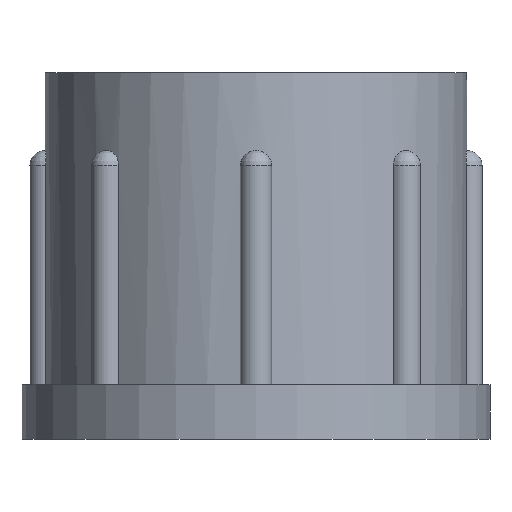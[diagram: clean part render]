
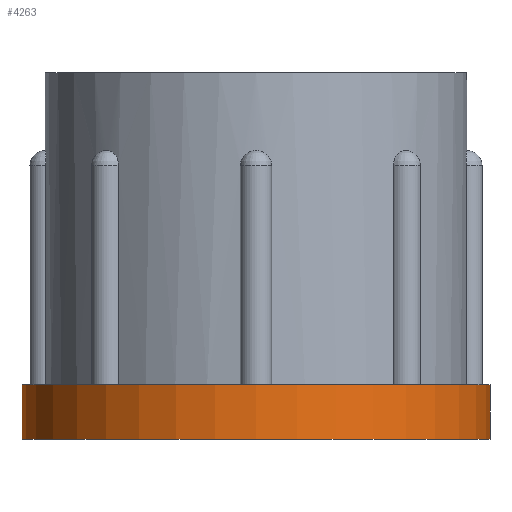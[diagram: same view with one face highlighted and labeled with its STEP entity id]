
A CAD part, front view. The second image highlights one B-rep face of the part: STEP entity #4263.
In plain terms, the highlighted cylindrical face has radius 30 mm (diameter 60 mm), a full revolution.
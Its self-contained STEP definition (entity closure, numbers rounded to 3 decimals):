
#73 = PLANE('',#74);
#74 = AXIS2_PLACEMENT_3D('',#75,#76,#77);
#75 = CARTESIAN_POINT('',(0.,0.,7.));
#76 = DIRECTION('',(0.,0.,1.));
#77 = DIRECTION('',(1.,0.,0.));
#2958 = EDGE_CURVE('',#2959,#2959,#2961,.T.);
#2959 = VERTEX_POINT('',#2960);
#2960 = CARTESIAN_POINT('',(30.,0.,7.));
#2961 = SURFACE_CURVE('',#2962,(#2967,#2974),.PCURVE_S1.);
#2962 = CIRCLE('',#2963,30.);
#2963 = AXIS2_PLACEMENT_3D('',#2964,#2965,#2966);
#2964 = CARTESIAN_POINT('',(0.,0.,7.));
#2965 = DIRECTION('',(0.,0.,1.));
#2966 = DIRECTION('',(1.,0.,0.));
#2967 = PCURVE('',#73,#2968);
#2968 = DEFINITIONAL_REPRESENTATION('',(#2969),#2973);
#2969 = CIRCLE('',#2970,30.);
#2970 = AXIS2_PLACEMENT_2D('',#2971,#2972);
#2971 = CARTESIAN_POINT('',(0.,0.));
#2972 = DIRECTION('',(1.,0.));
#2973 = ( GEOMETRIC_REPRESENTATION_CONTEXT(2) 
PARAMETRIC_REPRESENTATION_CONTEXT() REPRESENTATION_CONTEXT('2D SPACE',''
  ) );
#2974 = PCURVE('',#2975,#2980);
#2975 = CYLINDRICAL_SURFACE('',#2976,30.);
#2976 = AXIS2_PLACEMENT_3D('',#2977,#2978,#2979);
#2977 = CARTESIAN_POINT('',(0.,0.,0.));
#2978 = DIRECTION('',(-0.,-0.,-1.));
#2979 = DIRECTION('',(1.,0.,0.));
#2980 = DEFINITIONAL_REPRESENTATION('',(#2981),#2985);
#2981 = LINE('',#2982,#2983);
#2982 = CARTESIAN_POINT('',(-0.,-7.));
#2983 = VECTOR('',#2984,1.);
#2984 = DIRECTION('',(-1.,0.));
#2985 = ( GEOMETRIC_REPRESENTATION_CONTEXT(2) 
PARAMETRIC_REPRESENTATION_CONTEXT() REPRESENTATION_CONTEXT('2D SPACE',''
  ) );
#4263 = ADVANCED_FACE('',(#4264),#2975,.T.);
#4264 = FACE_BOUND('',#4265,.F.);
#4265 = EDGE_LOOP('',(#4266,#4289,#4290,#4291));
#4266 = ORIENTED_EDGE('',*,*,#4267,.T.);
#4267 = EDGE_CURVE('',#4268,#2959,#4270,.T.);
#4268 = VERTEX_POINT('',#4269);
#4269 = CARTESIAN_POINT('',(30.,0.,0.));
#4270 = SEAM_CURVE('',#4271,(#4275,#4282),.PCURVE_S1.);
#4271 = LINE('',#4272,#4273);
#4272 = CARTESIAN_POINT('',(30.,0.,0.));
#4273 = VECTOR('',#4274,1.);
#4274 = DIRECTION('',(0.,0.,1.));
#4275 = PCURVE('',#2975,#4276);
#4276 = DEFINITIONAL_REPRESENTATION('',(#4277),#4281);
#4277 = LINE('',#4278,#4279);
#4278 = CARTESIAN_POINT('',(-0.,0.));
#4279 = VECTOR('',#4280,1.);
#4280 = DIRECTION('',(-0.,-1.));
#4281 = ( GEOMETRIC_REPRESENTATION_CONTEXT(2) 
PARAMETRIC_REPRESENTATION_CONTEXT() REPRESENTATION_CONTEXT('2D SPACE',''
  ) );
#4282 = PCURVE('',#2975,#4283);
#4283 = DEFINITIONAL_REPRESENTATION('',(#4284),#4288);
#4284 = LINE('',#4285,#4286);
#4285 = CARTESIAN_POINT('',(-6.283,0.));
#4286 = VECTOR('',#4287,1.);
#4287 = DIRECTION('',(-0.,-1.));
#4288 = ( GEOMETRIC_REPRESENTATION_CONTEXT(2) 
PARAMETRIC_REPRESENTATION_CONTEXT() REPRESENTATION_CONTEXT('2D SPACE',''
  ) );
#4289 = ORIENTED_EDGE('',*,*,#2958,.T.);
#4290 = ORIENTED_EDGE('',*,*,#4267,.F.);
#4291 = ORIENTED_EDGE('',*,*,#4292,.F.);
#4292 = EDGE_CURVE('',#4268,#4268,#4293,.T.);
#4293 = SURFACE_CURVE('',#4294,(#4299,#4306),.PCURVE_S1.);
#4294 = CIRCLE('',#4295,30.);
#4295 = AXIS2_PLACEMENT_3D('',#4296,#4297,#4298);
#4296 = CARTESIAN_POINT('',(0.,0.,0.));
#4297 = DIRECTION('',(0.,0.,1.));
#4298 = DIRECTION('',(1.,0.,0.));
#4299 = PCURVE('',#2975,#4300);
#4300 = DEFINITIONAL_REPRESENTATION('',(#4301),#4305);
#4301 = LINE('',#4302,#4303);
#4302 = CARTESIAN_POINT('',(-0.,0.));
#4303 = VECTOR('',#4304,1.);
#4304 = DIRECTION('',(-1.,0.));
#4305 = ( GEOMETRIC_REPRESENTATION_CONTEXT(2) 
PARAMETRIC_REPRESENTATION_CONTEXT() REPRESENTATION_CONTEXT('2D SPACE',''
  ) );
#4306 = PCURVE('',#4307,#4312);
#4307 = PLANE('',#4308);
#4308 = AXIS2_PLACEMENT_3D('',#4309,#4310,#4311);
#4309 = CARTESIAN_POINT('',(0.,0.,0.));
#4310 = DIRECTION('',(0.,0.,1.));
#4311 = DIRECTION('',(1.,0.,0.));
#4312 = DEFINITIONAL_REPRESENTATION('',(#4313),#4317);
#4313 = CIRCLE('',#4314,30.);
#4314 = AXIS2_PLACEMENT_2D('',#4315,#4316);
#4315 = CARTESIAN_POINT('',(0.,0.));
#4316 = DIRECTION('',(1.,0.));
#4317 = ( GEOMETRIC_REPRESENTATION_CONTEXT(2) 
PARAMETRIC_REPRESENTATION_CONTEXT() REPRESENTATION_CONTEXT('2D SPACE',''
  ) );
